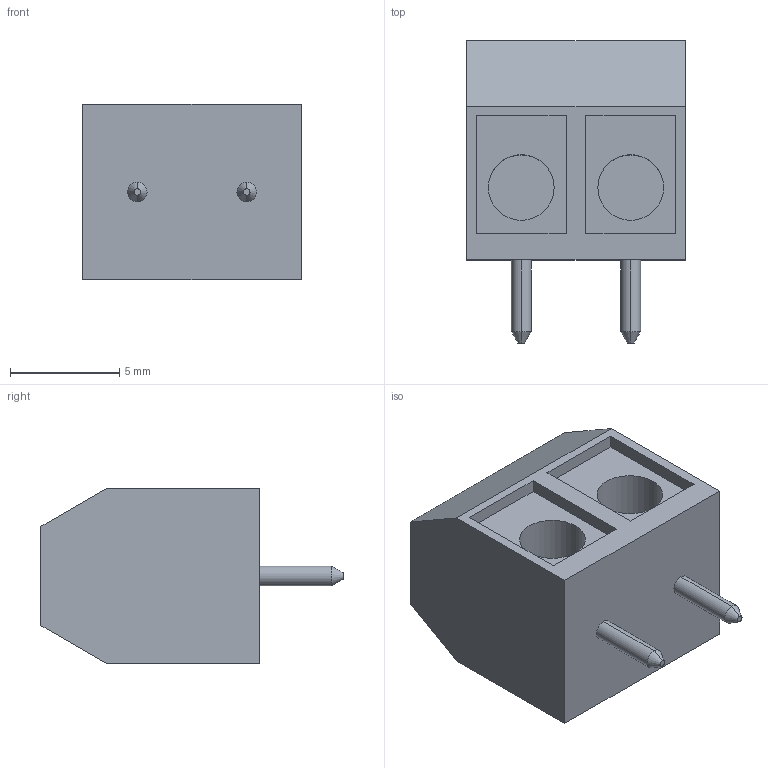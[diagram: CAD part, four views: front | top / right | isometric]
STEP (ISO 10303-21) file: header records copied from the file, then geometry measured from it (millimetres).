
FILE_DESCRIPTION((''),'2;1');
FILE_NAME('31001102','2013-07-23T',('Jobserver'),('MC TECHNOLOGY GmbH'),'PRO/ENGINEER BY PARAMETRIC TECHNOLOGY CORPORATION, 2010370','PRO/ENGINEER BY PARAMETRIC TECHNOLOGY CORPORATION, 2010370','');
FILE_SCHEMA(('AUTOMOTIVE_DESIGN { 1 0 10303 214 1 1 1 1 }'));
Length unit declared in the file: millimetre
Products named in the file (1): 31001102
Bounding box: 10 x 13.8 x 8 mm (x, y, z)
Volume: 614.1 mm3; surface area: 679.5 mm2
Topology: 1 solids, 1 shells, 48 faces, 110 edges, 72 vertices
Faces by surface type: plane 32, cylinder 12, cone 4
Entity records: 2161 total; most frequent: DIRECTION 269, CARTESIAN_POINT 249, ORIENTED_EDGE 220, PRESENTATION_STYLE_ASSIGNMENT 137, STYLED_ITEM 134, CURVE_STYLE 126, EDGE_CURVE 110, AXIS2_PLACEMENT_3D 94
